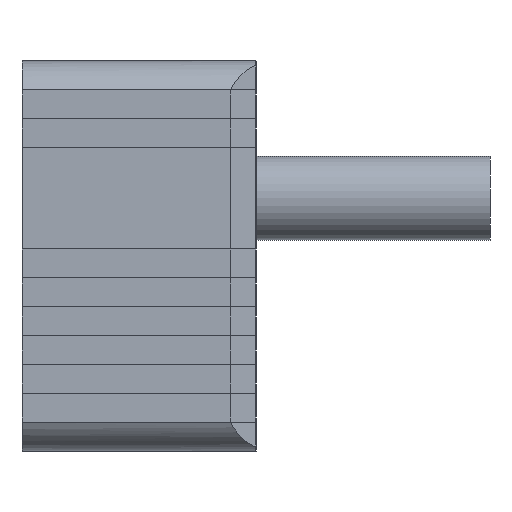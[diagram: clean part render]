
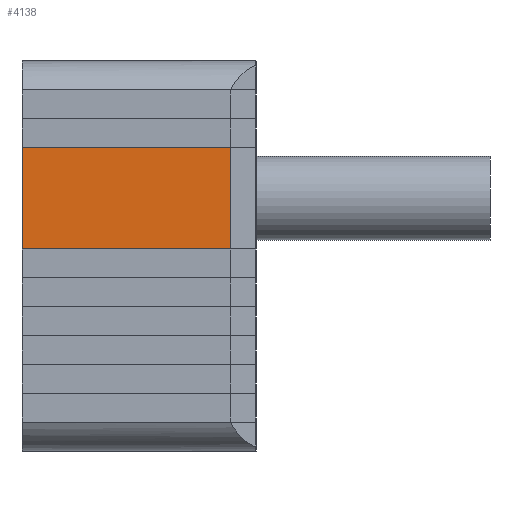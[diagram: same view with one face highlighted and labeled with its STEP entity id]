
A CAD part, left-side view. The second image highlights one B-rep face of the part: STEP entity #4138.
In plain terms, the highlighted face is planar.
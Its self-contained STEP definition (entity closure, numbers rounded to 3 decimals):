
#156 = LINE ( 'NONE', #3595, #3462 ) ;
#226 = CARTESIAN_POINT ( 'NONE',  ( 2.6, -4.2, -10. ) ) ;
#422 = LINE ( 'NONE', #1803, #1289 ) ;
#526 = DIRECTION ( 'NONE',  ( 0., -1., 0. ) ) ;
#674 = CARTESIAN_POINT ( 'NONE',  ( 2.6, -4.2, -10. ) ) ;
#769 = EDGE_CURVE ( 'NONE', #4184, #3621, #156, .T. ) ;
#787 = CARTESIAN_POINT ( 'NONE',  ( -2.6, 6.5, -10. ) ) ;
#804 = ORIENTED_EDGE ( 'NONE', *, *, #1421, .T. ) ;
#1167 = CARTESIAN_POINT ( 'NONE',  ( 2.6, 0., -10. ) ) ;
#1289 = VECTOR ( 'NONE', #3520, 1000. ) ;
#1334 = LINE ( 'NONE', #226, #2297 ) ;
#1421 = EDGE_CURVE ( 'NONE', #3621, #1473, #1334, .T. ) ;
#1473 = VERTEX_POINT ( 'NONE', #4480 ) ;
#1749 = VERTEX_POINT ( 'NONE', #787 ) ;
#1803 = CARTESIAN_POINT ( 'NONE',  ( 2.6, 6.5, -10. ) ) ;
#1906 = ORIENTED_EDGE ( 'NONE', *, *, #3967, .F. ) ;
#1907 = CARTESIAN_POINT ( 'NONE',  ( -2.6, 0., -10. ) ) ;
#2045 = EDGE_CURVE ( 'NONE', #4184, #1749, #422, .T. ) ;
#2218 = DIRECTION ( 'NONE',  ( 0., 0., -1. ) ) ;
#2297 = VECTOR ( 'NONE', #3391, 1000. ) ;
#2619 = LINE ( 'NONE', #1907, #3937 ) ;
#2685 = AXIS2_PLACEMENT_3D ( 'NONE', #1167, #2218, #3617 ) ;
#3391 = DIRECTION ( 'NONE',  ( -1., 0., 0. ) ) ;
#3462 = VECTOR ( 'NONE', #526, 1000. ) ;
#3520 = DIRECTION ( 'NONE',  ( -1., 0., 0. ) ) ;
#3574 = ORIENTED_EDGE ( 'NONE', *, *, #2045, .F. ) ;
#3595 = CARTESIAN_POINT ( 'NONE',  ( 2.6, 0., -10. ) ) ;
#3617 = DIRECTION ( 'NONE',  ( -1., 0., 0. ) ) ;
#3621 = VERTEX_POINT ( 'NONE', #674 ) ;
#3670 = ORIENTED_EDGE ( 'NONE', *, *, #769, .T. ) ;
#3937 = VECTOR ( 'NONE', #4018, 1000. ) ;
#3967 = EDGE_CURVE ( 'NONE', #1749, #1473, #2619, .T. ) ;
#4018 = DIRECTION ( 'NONE',  ( 0., -1., 0. ) ) ;
#4034 = PLANE ( 'NONE',  #2685 ) ;
#4138 = ADVANCED_FACE ( 'NONE', ( #4462 ), #4034, .T. ) ;
#4184 = VERTEX_POINT ( 'NONE', #4335 ) ;
#4334 = EDGE_LOOP ( 'NONE', ( #3670, #804, #1906, #3574 ) ) ;
#4335 = CARTESIAN_POINT ( 'NONE',  ( 2.6, 6.5, -10. ) ) ;
#4462 = FACE_OUTER_BOUND ( 'NONE', #4334, .T. ) ;
#4480 = CARTESIAN_POINT ( 'NONE',  ( -2.6, -4.2, -10. ) ) ;
